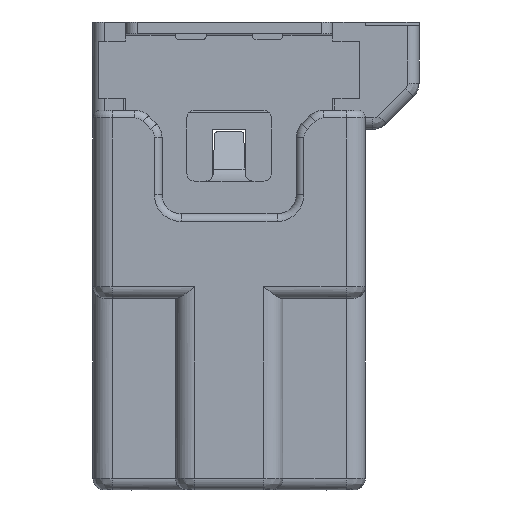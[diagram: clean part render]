
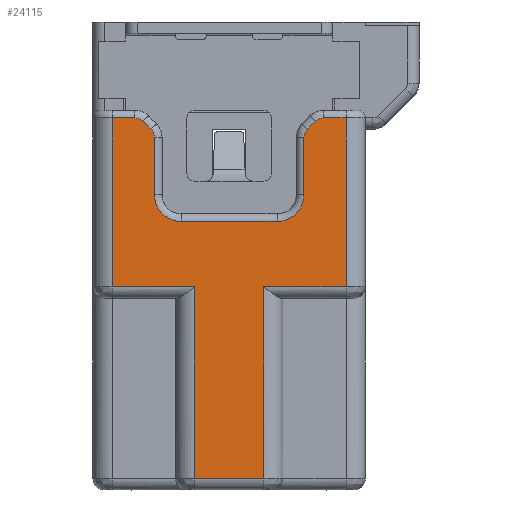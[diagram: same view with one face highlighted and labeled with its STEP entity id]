
A CAD part, left-side view. The second image highlights one B-rep face of the part: STEP entity #24115.
In plain terms, the highlighted planar face has unit normal (-1, 0, 0).
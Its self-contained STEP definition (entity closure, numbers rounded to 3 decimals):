
#3482=DIRECTION('',(0.,0.,-1.));
#3483=VECTOR('',#3482,4.4);
#3484=CARTESIAN_POINT('',(-8.,-2.2,0.3));
#3485=LINE('',#3484,#3483);
#6211=DIRECTION('',(0.,0.,1.));
#6212=VECTOR('',#6211,5.);
#6213=CARTESIAN_POINT('',(-8.,1.75,-9.1));
#6214=LINE('',#6213,#6212);
#6219=DIRECTION('',(0.,1.,0.));
#6220=VECTOR('',#6219,2.15);
#6221=CARTESIAN_POINT('',(-8.,1.75,-4.1));
#6222=LINE('',#6221,#6220);
#6237=DIRECTION('',(0.,0.707,-0.707));
#6238=VECTOR('',#6237,0.293);
#6239=CARTESIAN_POINT('',(-8.,-1.395,0.212));
#6240=LINE('',#6239,#6238);
#6241=CARTESIAN_POINT('',(-8.,-1.607,0.));
#6242=DIRECTION('',(-1.,0.,0.));
#6243=DIRECTION('',(0.,0.,1.));
#6244=AXIS2_PLACEMENT_3D('',#6241,#6242,#6243);
#6246=CARTESIAN_POINT('',(-8.,3.307,0.));
#6247=DIRECTION('',(-1.,0.,0.));
#6248=DIRECTION('',(0.,-0.707,0.707));
#6249=AXIS2_PLACEMENT_3D('',#6246,#6247,#6248);
#6251=DIRECTION('',(0.,0.707,0.707));
#6252=VECTOR('',#6251,0.293);
#6253=CARTESIAN_POINT('',(-8.,2.888,0.005));
#6254=LINE('',#6253,#6252);
#6255=CARTESIAN_POINT('',(-8.,3.1,-0.207));
#6256=DIRECTION('',(-1.,0.,0.));
#6257=DIRECTION('',(0.,-1.,0.));
#6258=AXIS2_PLACEMENT_3D('',#6255,#6256,#6257);
#6260=CARTESIAN_POINT('',(-8.,2.1,-1.7));
#6261=DIRECTION('',(1.,0.,0.));
#6262=DIRECTION('',(0.,0.,-1.));
#6263=AXIS2_PLACEMENT_3D('',#6260,#6261,#6262);
#6265=CARTESIAN_POINT('',(-8.,-0.4,-1.7));
#6266=DIRECTION('',(1.,0.,0.));
#6267=DIRECTION('',(0.,-1.,0.));
#6268=AXIS2_PLACEMENT_3D('',#6265,#6266,#6267);
#6270=CARTESIAN_POINT('',(-8.,-1.4,-0.207));
#6271=DIRECTION('',(-1.,0.,0.));
#6272=DIRECTION('',(0.,0.707,0.707));
#6273=AXIS2_PLACEMENT_3D('',#6270,#6271,#6272);
#6294=DIRECTION('',(0.,0.,1.));
#6295=VECTOR('',#6294,1.493);
#6296=CARTESIAN_POINT('',(-8.,-1.1,-1.7));
#6297=LINE('',#6296,#6295);
#6317=DIRECTION('',(0.,-1.,0.));
#6318=VECTOR('',#6317,2.5);
#6319=CARTESIAN_POINT('',(-8.,2.1,-2.4));
#6320=LINE('',#6319,#6318);
#6340=DIRECTION('',(0.,0.,-1.));
#6341=VECTOR('',#6340,1.493);
#6342=CARTESIAN_POINT('',(-8.,2.8,-0.207));
#6343=LINE('',#6342,#6341);
#6382=DIRECTION('',(0.,-1.,0.));
#6383=VECTOR('',#6382,0.593);
#6384=CARTESIAN_POINT('',(-8.,3.9,0.3));
#6385=LINE('',#6384,#6383);
#6409=DIRECTION('',(0.,0.,1.));
#6410=VECTOR('',#6409,4.4);
#6411=CARTESIAN_POINT('',(-8.,3.9,-4.1));
#6412=LINE('',#6411,#6410);
#6635=DIRECTION('',(0.,-1.,0.));
#6636=VECTOR('',#6635,0.593);
#6637=CARTESIAN_POINT('',(-8.,-1.607,0.3));
#6638=LINE('',#6637,#6636);
#6697=DIRECTION('',(0.,1.,0.));
#6698=VECTOR('',#6697,2.15);
#6699=CARTESIAN_POINT('',(-8.,-2.2,-4.1));
#6700=LINE('',#6699,#6698);
#6778=DIRECTION('',(0.,0.,-1.));
#6779=VECTOR('',#6778,5.);
#6780=CARTESIAN_POINT('',(-8.,-0.05,-4.1));
#6781=LINE('',#6780,#6779);
#6782=DIRECTION('',(0.,1.,0.));
#6783=VECTOR('',#6782,1.8);
#6784=CARTESIAN_POINT('',(-8.,-0.05,-9.1));
#6785=LINE('',#6784,#6783);
#13717=CARTESIAN_POINT('',(-8.,-1.395,0.212));
#13718=CARTESIAN_POINT('',(-8.,-1.188,0.005));
#13719=VERTEX_POINT('',#13717);
#13720=VERTEX_POINT('',#13718);
#13721=CARTESIAN_POINT('',(-8.,-1.1,-0.207));
#13722=VERTEX_POINT('',#13721);
#13723=CARTESIAN_POINT('',(-8.,-1.1,-1.7));
#13724=VERTEX_POINT('',#13723);
#13725=CARTESIAN_POINT('',(-8.,-0.4,-2.4));
#13726=VERTEX_POINT('',#13725);
#13727=CARTESIAN_POINT('',(-8.,2.1,-2.4));
#13728=VERTEX_POINT('',#13727);
#13729=CARTESIAN_POINT('',(-8.,2.8,-1.7));
#13730=VERTEX_POINT('',#13729);
#13731=CARTESIAN_POINT('',(-8.,2.8,-0.207));
#13732=VERTEX_POINT('',#13731);
#13733=CARTESIAN_POINT('',(-8.,2.888,0.005));
#13734=VERTEX_POINT('',#13733);
#13735=CARTESIAN_POINT('',(-8.,3.095,0.212));
#13736=VERTEX_POINT('',#13735);
#13737=CARTESIAN_POINT('',(-8.,3.307,0.3));
#13738=VERTEX_POINT('',#13737);
#13739=CARTESIAN_POINT('',(-8.,3.9,0.3));
#13740=VERTEX_POINT('',#13739);
#13751=CARTESIAN_POINT('',(-8.,1.75,-4.1));
#13752=CARTESIAN_POINT('',(-8.,3.9,-4.1));
#13753=VERTEX_POINT('',#13751);
#13754=VERTEX_POINT('',#13752);
#13771=CARTESIAN_POINT('',(-8.,1.75,-9.1));
#13772=VERTEX_POINT('',#13771);
#13777=CARTESIAN_POINT('',(-8.,-2.2,
-4.1));
#13778=VERTEX_POINT('',#13777);
#13779=CARTESIAN_POINT('',(-8.,-0.05,-4.1));
#13780=VERTEX_POINT('',#13779);
#13795=CARTESIAN_POINT('',(-8.,-0.05,-9.1));
#13796=VERTEX_POINT('',#13795);
#13965=CARTESIAN_POINT('',(-8.,-1.607,0.3));
#13966=CARTESIAN_POINT('',(-8.,-2.2,0.3));
#13967=VERTEX_POINT('',#13965);
#13968=VERTEX_POINT('',#13966);
#24071=CARTESIAN_POINT('',(-8.,-2.7,0.));
#24072=DIRECTION('',(-1.,0.,0.));
#24073=DIRECTION('',(0.,1.,0.));
#24074=AXIS2_PLACEMENT_3D('',#24071,#24072,#24073);
#24075=PLANE('',#24074);
#24077=ORIENTED_EDGE('',*,*,#24076,.F.);
#24079=ORIENTED_EDGE('',*,*,#24078,.F.);
#24081=ORIENTED_EDGE('',*,*,#24080,.T.);
#24082=ORIENTED_EDGE('',*,*,#20607,.T.);
#24084=ORIENTED_EDGE('',*,*,#24083,.T.);
#24086=ORIENTED_EDGE('',*,*,#24085,.T.);
#24088=ORIENTED_EDGE('',*,*,#24087,.T.);
#24089=ORIENTED_EDGE('',*,*,#24048,.T.);
#24090=ORIENTED_EDGE('',*,*,#24062,.T.);
#24092=ORIENTED_EDGE('',*,*,#24091,.T.);
#24094=ORIENTED_EDGE('',*,*,#24093,.T.);
#24096=ORIENTED_EDGE('',*,*,#24095,.F.);
#24098=ORIENTED_EDGE('',*,*,#24097,.F.);
#24100=ORIENTED_EDGE('',*,*,#24099,.F.);
#24102=ORIENTED_EDGE('',*,*,#24101,.T.);
#24104=ORIENTED_EDGE('',*,*,#24103,.F.);
#24106=ORIENTED_EDGE('',*,*,#24105,.T.);
#24108=ORIENTED_EDGE('',*,*,#24107,.F.);
#24110=ORIENTED_EDGE('',*,*,#24109,.T.);
#24112=ORIENTED_EDGE('',*,*,#24111,.F.);
#24113=EDGE_LOOP('',(#24077,#24079,#24081,#24082,#24084,#24086,#24088,#24089,
#24090,#24092,#24094,#24096,#24098,#24100,#24102,#24104,#24106,#24108,#24110,
#24112));
#24114=FACE_OUTER_BOUND('',#24113,.F.);
#6245=CIRCLE('',#6244,0.3);
#6250=CIRCLE('',#6249,0.3);
#6259=CIRCLE('',#6258,0.3);
#6264=CIRCLE('',#6263,0.7);
#6269=CIRCLE('',#6268,0.7);
#6274=CIRCLE('',#6273,0.3);
#20607=EDGE_CURVE('',#13968,#13778,#3485,.T.);
#24048=EDGE_CURVE('',#13772,#13753,#6214,.T.);
#24062=EDGE_CURVE('',#13753,#13754,#6222,.T.);
#24076=EDGE_CURVE('',#13719,#13720,#6240,.T.);
#24078=EDGE_CURVE('',#13967,#13719,#6245,.T.);
#24080=EDGE_CURVE('',#13967,#13968,#6638,.T.);
#24083=EDGE_CURVE('',#13778,#13780,#6700,.T.);
#24085=EDGE_CURVE('',#13780,#13796,#6781,.T.);
#24087=EDGE_CURVE('',#13796,#13772,#6785,.T.);
#24091=EDGE_CURVE('',#13754,#13740,#6412,.T.);
#24093=EDGE_CURVE('',#13740,#13738,#6385,.T.);
#24095=EDGE_CURVE('',#13736,#13738,#6250,.T.);
#24097=EDGE_CURVE('',#13734,#13736,#6254,.T.);
#24099=EDGE_CURVE('',#13732,#13734,#6259,.T.);
#24101=EDGE_CURVE('',#13732,#13730,#6343,.T.);
#24103=EDGE_CURVE('',#13728,#13730,#6264,.T.);
#24105=EDGE_CURVE('',#13728,#13726,#6320,.T.);
#24107=EDGE_CURVE('',#13724,#13726,#6269,.T.);
#24109=EDGE_CURVE('',#13724,#13722,#6297,.T.);
#24111=EDGE_CURVE('',#13720,#13722,#6274,.T.);
#24115=ADVANCED_FACE('',(#24114),#24075,.T.);
